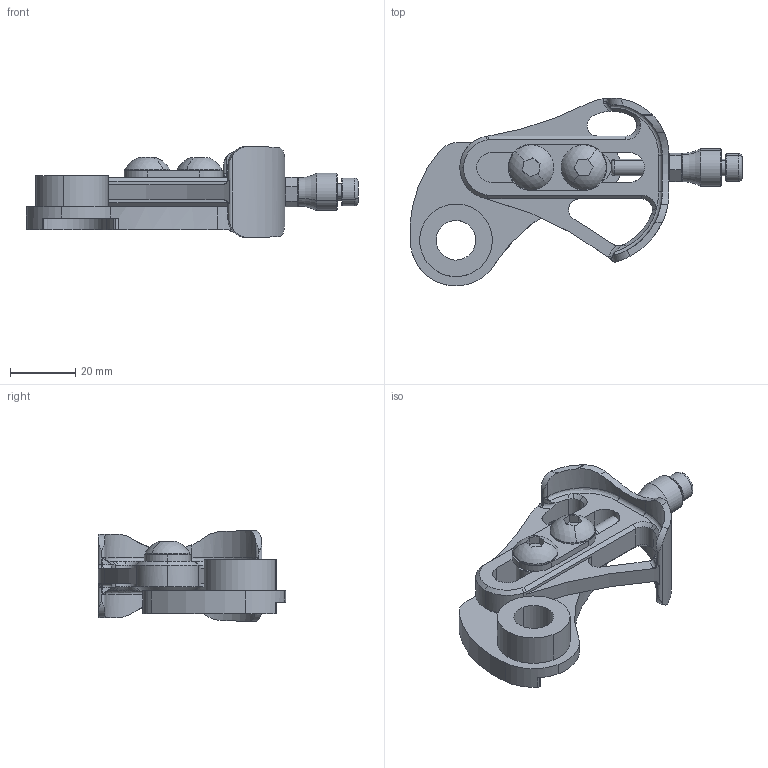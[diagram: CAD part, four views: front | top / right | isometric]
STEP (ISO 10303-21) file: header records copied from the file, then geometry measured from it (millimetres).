
FILE_DESCRIPTION (( 'STEP AP214' ), '1' );
FILE_NAME ('DR4139_Flanged.STEP', '2018-09-12T15:32:27', ( 'JeffCAD' ), ( 'Microsoft' ), 'SwSTEP 2.0', 'SolidWorks 2018', '' );
FILE_SCHEMA (( 'AUTOMOTIVE_DESIGN' ));
Length unit declared in the file: inch
Products named in the file (8): MS2016; MS5001; MS2013; MS2012; MS1013; DR4139; DS0001; DR4139_Flanged
Assembly tree (8 placements, depth 2):
  DR4139_Flanged
    DS0001
    DR4139
    MS1013
    MS2012  x2
    MS2013
    MS5001
    MS2016
Bounding box: 101.6 x 57.46 x 27.85 mm (x, y, z)
Volume: 30097.8 mm3; surface area: 18860.6 mm2
Topology: 8 solids, 8 shells, 258 faces, 662 edges, 420 vertices
Faces by surface type: cylinder 112, plane 77, cone 26, torus 22, bspline 17, sphere 4
Entity records: 9411 total; most frequent: CARTESIAN_POINT 3399, ORIENTED_EDGE 1248, DIRECTION 1104, EDGE_CURVE 624, AXIS2_PLACEMENT_3D 444, VERTEX_POINT 396, EDGE_LOOP 266, ADVANCED_FACE 243
